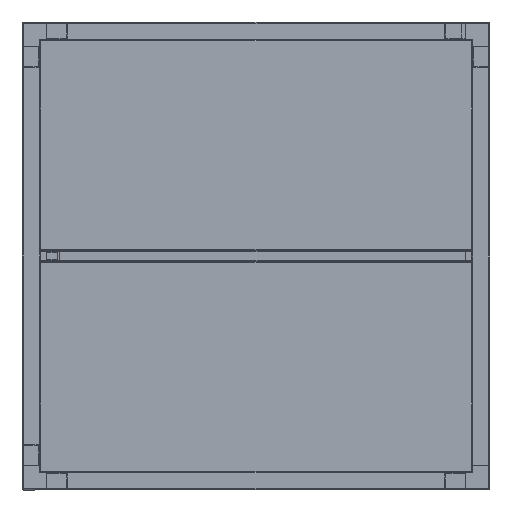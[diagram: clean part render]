
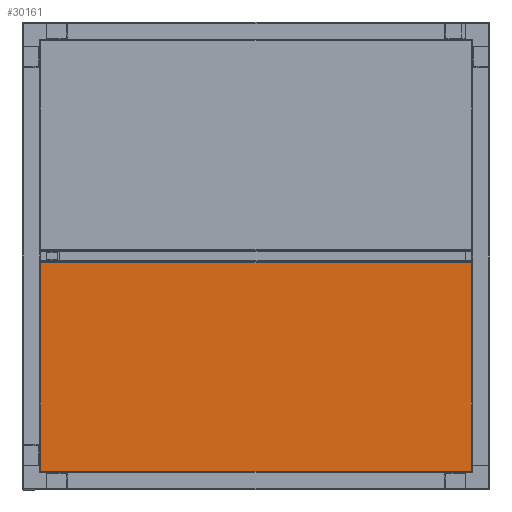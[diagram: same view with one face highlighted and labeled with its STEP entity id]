
A CAD part, left-side view. The second image highlights one B-rep face of the part: STEP entity #30161.
In plain terms, the highlighted planar face has unit normal (-1, 0, 0).
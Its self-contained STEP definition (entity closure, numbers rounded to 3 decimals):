
#998 = VERTEX_POINT ( 'NONE', #39369 ) ;
#1808 = VERTEX_POINT ( 'NONE', #36472 ) ;
#4752 = AXIS2_PLACEMENT_3D ( 'NONE', #78227, #93435, #48710 ) ;
#7239 = VECTOR ( 'NONE', #52761, 1000. ) ;
#9302 = LINE ( 'NONE', #46627, #22709 ) ;
#14561 = LINE ( 'NONE', #73062, #55540 ) ;
#18759 = FACE_OUTER_BOUND ( 'NONE', #26480, .T. ) ;
#19548 = EDGE_CURVE ( 'Defeature ausgef�hrt166_106+Defeature ausgef�hrt166_128+Defeature ausgef�hrt166_119+Defeature ausgef�hrt166_126', #998, #88444, #9302, .T. ) ;
#20896 = VECTOR ( 'NONE', #26640, 1000. ) ;
#21198 = LINE ( 'NONE', #87042, #20896 ) ;
#22709 = VECTOR ( 'NONE', #31397, 1000. ) ;
#26480 = EDGE_LOOP ( 'NONE', ( #76451, #54346, #28656, #31191 ) ) ;
#26640 = DIRECTION ( 'NONE',  ( 0., 0., -1. ) ) ;
#28656 = ORIENTED_EDGE ( 'NONE', *, *, #74686, .T. ) ;
#30161 = ADVANCED_FACE ( 'Defeature ausgef�hrt166_106', ( #18759 ), #48242, .T. ) ;
#31191 = ORIENTED_EDGE ( 'NONE', *, *, #75588, .T. ) ;
#31397 = DIRECTION ( 'NONE',  ( 0., 1., 0. ) ) ;
#36472 = CARTESIAN_POINT ( 'NONE',  ( -701.888, 703.16, -11.7 ) ) ;
#38784 = CARTESIAN_POINT ( 'NONE',  ( -701.888, -515.24, -11.7 ) ) ;
#39369 = CARTESIAN_POINT ( 'NONE',  ( -701.888, -515.24, 578.7 ) ) ;
#44521 = DIRECTION ( 'NONE',  ( 0., -1., 0. ) ) ;
#44917 = VERTEX_POINT ( 'NONE', #38784 ) ;
#46627 = CARTESIAN_POINT ( 'NONE',  ( -701.888, -516.333, 578.7 ) ) ;
#48242 = PLANE ( 'NONE',  #4752 ) ;
#48710 = DIRECTION ( 'NONE',  ( 0., 0., 1. ) ) ;
#51788 = LINE ( 'NONE', #53244, #7239 ) ;
#52761 = DIRECTION ( 'NONE',  ( 0., 0., 1. ) ) ;
#53244 = CARTESIAN_POINT ( 'NONE',  ( -701.888, -515.24, -12.793 ) ) ;
#54346 = ORIENTED_EDGE ( 'NONE', *, *, #19548, .T. ) ;
#55540 = VECTOR ( 'NONE', #44521, 1000. ) ;
#73062 = CARTESIAN_POINT ( 'NONE',  ( -701.888, 704.253, -11.7 ) ) ;
#74686 = EDGE_CURVE ( 'Defeature ausgef�hrt166_106+Defeature ausgef�hrt166_126+Defeature ausgef�hrt166_128+Defeature ausgef�hrt166_113', #88444, #1808, #21198, .T. ) ;
#75588 = EDGE_CURVE ( 'Defeature ausgef�hrt166_106+Defeature ausgef�hrt166_113+Defeature ausgef�hrt166_126+Defeature ausgef�hrt166_119', #1808, #44917, #14561, .T. ) ;
#76451 = ORIENTED_EDGE ( 'NONE', *, *, #96319, .T. ) ;
#78227 = CARTESIAN_POINT ( 'NONE',  ( -701.888, -518.04, -14.5 ) ) ;
#80490 = CARTESIAN_POINT ( 'NONE',  ( -701.888, 703.16, 578.7 ) ) ;
#87042 = CARTESIAN_POINT ( 'NONE',  ( -701.888, 703.16, 579.793 ) ) ;
#88444 = VERTEX_POINT ( 'NONE', #80490 ) ;
#93435 = DIRECTION ( 'NONE',  ( -1., 0., 0. ) ) ;
#96319 = EDGE_CURVE ( 'Defeature ausgef�hrt166_106+Defeature ausgef�hrt166_119+Defeature ausgef�hrt166_113+Defeature ausgef�hrt166_128', #44917, #998, #51788, .T. ) ;
